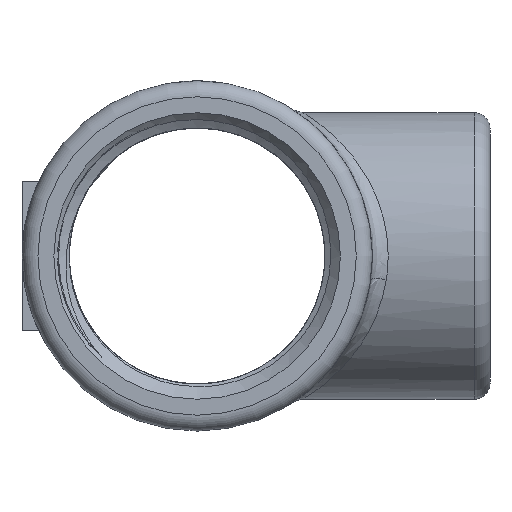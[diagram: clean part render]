
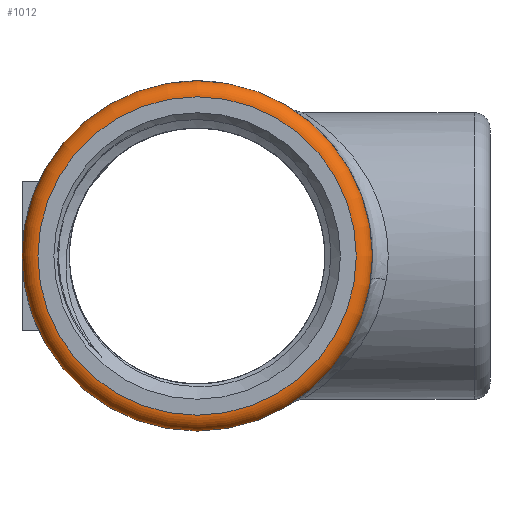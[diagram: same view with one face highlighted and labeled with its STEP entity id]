
A CAD part, left-side view. The second image highlights one B-rep face of the part: STEP entity #1012.
In plain terms, the highlighted toroidal (fillet/blend) face has major radius 15 mm and minor radius 1.5 mm.
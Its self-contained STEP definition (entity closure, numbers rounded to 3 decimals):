
#21=TOROIDAL_SURFACE('',#1076,15.,1.5);
#140=CIRCLE('',#1058,15.);
#146=CIRCLE('',#1070,16.5);
#506=ORIENTED_EDGE('',*,*,#667,.F.);
#507=ORIENTED_EDGE('',*,*,#625,.F.);
#625=EDGE_CURVE('',#773,#773,#140,.T.);
#667=EDGE_CURVE('',#808,#808,#146,.T.);
#773=VERTEX_POINT('',#10226);
#808=VERTEX_POINT('',#14212);
#896=EDGE_LOOP('',(#506));
#897=EDGE_LOOP('',(#507));
#953=FACE_BOUND('',#896,.T.);
#954=FACE_BOUND('',#897,.T.);
#1012=ADVANCED_FACE('',(#953,#954),#21,.T.);
#1058=AXIS2_PLACEMENT_3D('',#10225,#1156,#1157);
#1070=AXIS2_PLACEMENT_3D('',#14211,#1181,#1182);
#1076=AXIS2_PLACEMENT_3D('',#14517,#1193,#1194);
#1156=DIRECTION('',(-1.,0.,0.));
#1157=DIRECTION('',(0.,0.,-1.));
#1181=DIRECTION('',(1.,0.,0.));
#1182=DIRECTION('',(0.,0.,-1.));
#1193=DIRECTION('',(1.,0.,0.));
#1194=DIRECTION('',(0.,0.,-1.));
#10225=CARTESIAN_POINT('',(-26.,0.,0.));
#10226=CARTESIAN_POINT('',(-26.,0.,-15.));
#14211=CARTESIAN_POINT('',(-24.5,0.,0.));
#14212=CARTESIAN_POINT('',(-24.5,0.,-16.5));
#14517=CARTESIAN_POINT('',(-24.5,0.,0.));
